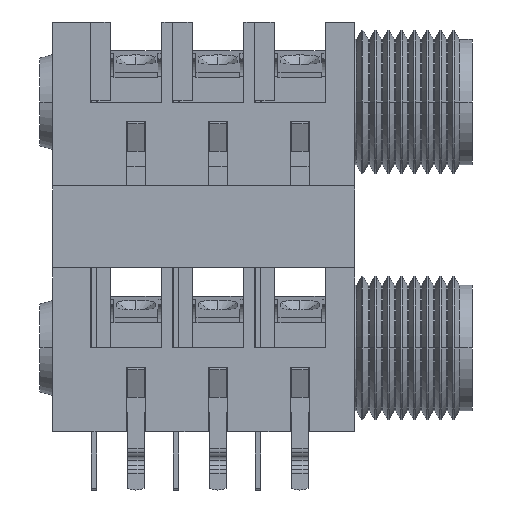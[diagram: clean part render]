
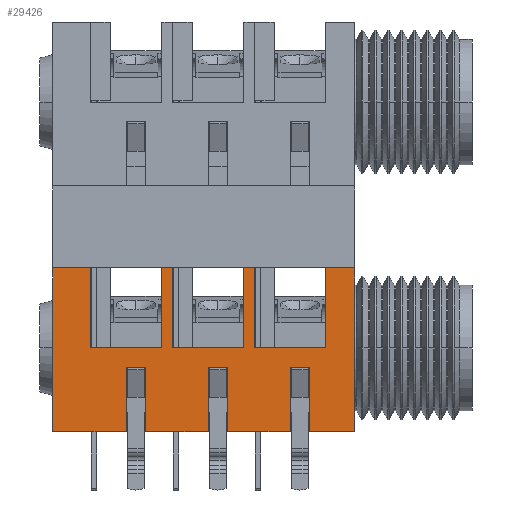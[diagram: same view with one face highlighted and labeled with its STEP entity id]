
A CAD part, left-side view. The second image highlights one B-rep face of the part: STEP entity #29426.
In plain terms, the highlighted planar face has unit normal (-1, 0, 0).
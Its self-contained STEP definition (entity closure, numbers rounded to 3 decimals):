
#24287=CARTESIAN_POINT('',(-7.998,0.,12.705));
#24288=VERTEX_POINT('',#24287);
#24295=CARTESIAN_POINT('',(-7.998,0.,0.005));
#24296=VERTEX_POINT('',#24295);
#24297=CARTESIAN_POINT('',(-7.998,0.,0.005));
#24298=DIRECTION('',(0.0,0.0,1.0));
#24299=VECTOR('',#24298,1.0);
#24300=LINE('',#24297,#24299);
#24301=EDGE_CURVE('n� 1381',#24296,#24288,#24300,.T.);
#24492=CARTESIAN_POINT('',(-7.998,8.6,6.505));
#24493=VERTEX_POINT('',#24492);
#24500=CARTESIAN_POINT('',(-7.998,8.6,12.705));
#24501=VERTEX_POINT('',#24500);
#24502=CARTESIAN_POINT('',(-7.998,8.6,12.705));
#24503=DIRECTION('',(0.0,0.0,-1.0));
#24504=VECTOR('',#24503,1.0);
#24505=LINE('',#24502,#24504);
#24506=EDGE_CURVE('n� 1426',#24501,#24493,#24505,.T.);
#24715=CARTESIAN_POINT('',(-7.998,14.95,6.505));
#24716=VERTEX_POINT('',#24715);
#24723=CARTESIAN_POINT('',(-7.998,14.95,12.705));
#24724=VERTEX_POINT('',#24723);
#24725=CARTESIAN_POINT('',(-7.998,14.95,12.705));
#24726=DIRECTION('',(0.0,0.0,-1.0));
#24727=VECTOR('',#24726,1.0);
#24728=LINE('',#24725,#24727);
#24729=EDGE_CURVE('n� 1479',#24724,#24716,#24728,.T.);
#24944=CARTESIAN_POINT('',(-7.998,2.25,6.505));
#24945=VERTEX_POINT('',#24944);
#24952=CARTESIAN_POINT('',(-7.998,2.25,12.705));
#24953=VERTEX_POINT('',#24952);
#24954=CARTESIAN_POINT('',(-7.998,2.25,12.705));
#24955=DIRECTION('',(0.0,0.0,-1.0));
#24956=VECTOR('',#24955,1.0);
#24957=LINE('',#24954,#24956);
#24958=EDGE_CURVE('n� 1533',#24953,#24945,#24957,.T.);
#26786=CARTESIAN_POINT('',(-7.998,14.1,6.505));
#26787=VERTEX_POINT('',#26786);
#26794=CARTESIAN_POINT('',(-7.998,8.6,6.505));
#26795=DIRECTION('',(0.0,1.0,0.0));
#26796=VECTOR('',#26795,1.0);
#26797=LINE('',#26794,#26796);
#26798=EDGE_CURVE('n� 1936',#24493,#26787,#26797,.T.);
#26850=CARTESIAN_POINT('',(-7.998,20.45,6.505));
#26851=VERTEX_POINT('',#26850);
#26858=CARTESIAN_POINT('',(-7.998,14.95,6.505));
#26859=DIRECTION('',(0.0,1.0,0.0));
#26860=VECTOR('',#26859,1.0);
#26861=LINE('',#26858,#26860);
#26862=EDGE_CURVE('n� 1949',#24716,#26851,#26861,.T.);
#26914=CARTESIAN_POINT('',(-7.998,7.75,6.505));
#26915=VERTEX_POINT('',#26914);
#26922=CARTESIAN_POINT('',(-7.998,2.25,6.505));
#26923=DIRECTION('',(0.0,1.0,0.0));
#26924=VECTOR('',#26923,1.0);
#26925=LINE('',#26922,#26924);
#26926=EDGE_CURVE('n� 1962',#24945,#26915,#26925,.T.);
#27199=CARTESIAN_POINT('',(-7.998,3.5,0.005));
#27200=VERTEX_POINT('',#27199);
#27201=CARTESIAN_POINT('',(-7.998,0.,0.005));
#27202=DIRECTION('',(0.0,1.0,0.0));
#27203=VECTOR('',#27202,1.0);
#27204=LINE('',#27201,#27203);
#27205=EDGE_CURVE('n� 2015',#24296,#27200,#27204,.T.);
#27223=CARTESIAN_POINT('',(-7.998,5.,0.005));
#27224=VERTEX_POINT('',#27223);
#27231=CARTESIAN_POINT('',(-7.998,9.85,0.005));
#27232=VERTEX_POINT('',#27231);
#27233=CARTESIAN_POINT('',(-7.998,5.,0.005));
#27234=DIRECTION('',(0.0,1.0,0.0));
#27235=VECTOR('',#27234,1.0);
#27236=LINE('',#27233,#27235);
#27237=EDGE_CURVE('n� 2023',#27224,#27232,#27236,.T.);
#27255=CARTESIAN_POINT('',(-7.998,11.35,0.005));
#27256=VERTEX_POINT('',#27255);
#27263=CARTESIAN_POINT('',(-7.998,16.2,0.005));
#27264=VERTEX_POINT('',#27263);
#27265=CARTESIAN_POINT('',(-7.998,11.35,0.005));
#27266=DIRECTION('',(0.0,1.0,0.0));
#27267=VECTOR('',#27266,1.0);
#27268=LINE('',#27265,#27267);
#27269=EDGE_CURVE('n� 2031',#27256,#27264,#27268,.T.);
#27287=CARTESIAN_POINT('',(-7.998,17.7,0.005));
#27288=VERTEX_POINT('',#27287);
#27295=CARTESIAN_POINT('',(-7.998,23.4,0.005));
#27296=VERTEX_POINT('',#27295);
#27297=CARTESIAN_POINT('',(-7.998,17.7,0.005));
#27298=DIRECTION('',(0.0,1.0,0.0));
#27299=VECTOR('',#27298,1.0);
#27300=LINE('',#27297,#27299);
#27301=EDGE_CURVE('n� 2039',#27288,#27296,#27300,.T.);
#27592=CARTESIAN_POINT('',(-7.998,3.5,5.005));
#27593=VERTEX_POINT('',#27592);
#27600=CARTESIAN_POINT('',(-7.998,5.,5.005));
#27601=VERTEX_POINT('',#27600);
#27602=CARTESIAN_POINT('',(-7.998,5.,5.005));
#27603=DIRECTION('',(-0.0,-1.0,0.0));
#27604=VECTOR('',#27603,1.0);
#27605=LINE('',#27602,#27604);
#27606=EDGE_CURVE('n� 2112',#27601,#27593,#27605,.T.);
#27632=CARTESIAN_POINT('',(-7.998,16.2,5.005));
#27633=VERTEX_POINT('',#27632);
#27640=CARTESIAN_POINT('',(-7.998,17.7,5.005));
#27641=VERTEX_POINT('',#27640);
#27642=CARTESIAN_POINT('',(-7.998,17.7,5.005));
#27643=DIRECTION('',(-0.0,-1.0,0.0));
#27644=VECTOR('',#27643,1.0);
#27645=LINE('',#27642,#27644);
#27646=EDGE_CURVE('n� 2122',#27641,#27633,#27645,.T.);
#27672=CARTESIAN_POINT('',(-7.998,9.85,5.005));
#27673=VERTEX_POINT('',#27672);
#27680=CARTESIAN_POINT('',(-7.998,11.35,5.005));
#27681=VERTEX_POINT('',#27680);
#27682=CARTESIAN_POINT('',(-7.998,11.35,5.005));
#27683=DIRECTION('',(-0.0,-1.0,0.0));
#27684=VECTOR('',#27683,1.0);
#27685=LINE('',#27682,#27684);
#27686=EDGE_CURVE('n� 2132',#27681,#27673,#27685,.T.);
#27782=CARTESIAN_POINT('',(-7.998,3.5,5.005));
#27783=DIRECTION('',(0.0,0.0,-1.0));
#27784=VECTOR('',#27783,1.0);
#27785=LINE('',#27782,#27784);
#27786=EDGE_CURVE('n� 2151',#27593,#27200,#27785,.T.);
#27864=CARTESIAN_POINT('',(-7.998,16.2,5.005));
#27865=DIRECTION('',(0.0,0.0,-1.0));
#27866=VECTOR('',#27865,1.0);
#27867=LINE('',#27864,#27866);
#27868=EDGE_CURVE('n� 2166',#27633,#27264,#27867,.T.);
#27946=CARTESIAN_POINT('',(-7.998,9.85,5.005));
#27947=DIRECTION('',(0.0,0.0,-1.0));
#27948=VECTOR('',#27947,1.0);
#27949=LINE('',#27946,#27948);
#27950=EDGE_CURVE('n� 2181',#27673,#27232,#27949,.T.);
#28071=CARTESIAN_POINT('',(-7.998,23.4,12.705));
#28072=VERTEX_POINT('',#28071);
#28088=CARTESIAN_POINT('',(-7.998,23.4,0.005));
#28089=DIRECTION('',(0.0,0.0,1.0));
#28090=VECTOR('',#28089,1.0);
#28091=LINE('',#28088,#28090);
#28092=EDGE_CURVE('n� 2207',#27296,#28072,#28091,.T.);
#28165=CARTESIAN_POINT('',(-7.998,11.35,0.005));
#28166=DIRECTION('',(0.0,0.0,1.0));
#28167=VECTOR('',#28166,1.0);
#28168=LINE('',#28165,#28167);
#28169=EDGE_CURVE('n� 2221',#27256,#27681,#28168,.T.);
#28215=CARTESIAN_POINT('',(-7.998,17.7,0.005));
#28216=DIRECTION('',(0.0,0.0,1.0));
#28217=VECTOR('',#28216,1.0);
#28218=LINE('',#28215,#28217);
#28219=EDGE_CURVE('n� 2230',#27288,#27641,#28218,.T.);
#28265=CARTESIAN_POINT('',(-7.998,5.,0.005));
#28266=DIRECTION('',(0.0,0.0,1.0));
#28267=VECTOR('',#28266,1.0);
#28268=LINE('',#28265,#28267);
#28269=EDGE_CURVE('n� 2239',#27224,#27601,#28268,.T.);
#29085=CARTESIAN_POINT('',(-7.998,14.1,12.705));
#29086=VERTEX_POINT('',#29085);
#29093=CARTESIAN_POINT('',(-7.998,14.1,6.505));
#29094=DIRECTION('',(0.0,0.0,1.0));
#29095=VECTOR('',#29094,1.0);
#29096=LINE('',#29093,#29095);
#29097=EDGE_CURVE('n� 2392',#26787,#29086,#29096,.T.);
#29130=CARTESIAN_POINT('',(-7.998,20.45,12.705));
#29131=VERTEX_POINT('',#29130);
#29138=CARTESIAN_POINT('',(-7.998,20.45,6.505));
#29139=DIRECTION('',(0.0,0.0,1.0));
#29140=VECTOR('',#29139,1.0);
#29141=LINE('',#29138,#29140);
#29142=EDGE_CURVE('n� 2400',#26851,#29131,#29141,.T.);
#29203=CARTESIAN_POINT('',(-7.998,7.75,12.705));
#29204=VERTEX_POINT('',#29203);
#29211=CARTESIAN_POINT('',(-7.998,7.75,6.505));
#29212=DIRECTION('',(0.0,0.0,1.0));
#29213=VECTOR('',#29212,1.0);
#29214=LINE('',#29211,#29213);
#29215=EDGE_CURVE('n� 2413',#26915,#29204,#29214,.T.);
#29304=CARTESIAN_POINT('',(-7.998,0.,12.705));
#29305=DIRECTION('',(0.0,1.0,0.0));
#29306=VECTOR('',#29305,1.0);
#29307=LINE('',#29304,#29306);
#29308=EDGE_CURVE('n� 2425',#24288,#24953,#29307,.T.);
#29329=CARTESIAN_POINT('',(-7.998,7.75,12.705));
#29330=DIRECTION('',(0.0,1.0,0.0));
#29331=VECTOR('',#29330,1.0);
#29332=LINE('',#29329,#29331);
#29333=EDGE_CURVE('n� 2430',#29204,#24501,#29332,.T.);
#29352=CARTESIAN_POINT('',(-7.998,20.45,12.705));
#29353=DIRECTION('',(0.0,1.0,0.0));
#29354=VECTOR('',#29353,1.0);
#29355=LINE('',#29352,#29354);
#29356=EDGE_CURVE('n� 2433',#29131,#28072,#29355,.T.);
#29386=ORIENTED_EDGE('',*,*,#27786,.T.);
#29387=ORIENTED_EDGE('',*,*,#27205,.F.);
#29388=ORIENTED_EDGE('',*,*,#24301,.T.);
#29389=ORIENTED_EDGE('',*,*,#29308,.T.);
#29390=ORIENTED_EDGE('',*,*,#24958,.T.);
#29391=ORIENTED_EDGE('',*,*,#26926,.T.);
#29392=ORIENTED_EDGE('',*,*,#29215,.T.);
#29393=ORIENTED_EDGE('',*,*,#29333,.T.);
#29394=ORIENTED_EDGE('',*,*,#24506,.T.);
#29395=ORIENTED_EDGE('',*,*,#26798,.T.);
#29396=ORIENTED_EDGE('',*,*,#29097,.T.);
#29397=CARTESIAN_POINT('',(-7.998,14.1,12.705));
#29398=DIRECTION('',(0.0,1.0,0.0));
#29399=VECTOR('',#29398,1.0);
#29400=LINE('',#29397,#29399);
#29401=EDGE_CURVE('n� 2439',#29086,#24724,#29400,.T.);
#29402=ORIENTED_EDGE('',*,*,#29401,.T.);
#29403=ORIENTED_EDGE('',*,*,#24729,.T.);
#29404=ORIENTED_EDGE('',*,*,#26862,.T.);
#29405=ORIENTED_EDGE('',*,*,#29142,.T.);
#29406=ORIENTED_EDGE('',*,*,#29356,.T.);
#29407=ORIENTED_EDGE('',*,*,#28092,.F.);
#29408=ORIENTED_EDGE('',*,*,#27301,.F.);
#29409=ORIENTED_EDGE('',*,*,#28219,.T.);
#29410=ORIENTED_EDGE('',*,*,#27646,.T.);
#29411=ORIENTED_EDGE('',*,*,#27868,.T.);
#29412=ORIENTED_EDGE('',*,*,#27269,.F.);
#29413=ORIENTED_EDGE('',*,*,#28169,.T.);
#29414=ORIENTED_EDGE('',*,*,#27686,.T.);
#29415=ORIENTED_EDGE('',*,*,#27950,.T.);
#29416=ORIENTED_EDGE('',*,*,#27237,.F.);
#29417=ORIENTED_EDGE('',*,*,#28269,.T.);
#29418=ORIENTED_EDGE('',*,*,#27606,.T.);
#29419=EDGE_LOOP('',(
    #29386,#29387,#29388,#29389,#29390,#29391,#29392,#29393,#29394,#29395,
    #29396,#29402,#29403,#29404,#29405,#29406,#29407,#29408,#29409,#29410,
    #29411,#29412,#29413,#29414,#29415,#29416,#29417,#29418));
#29420=FACE_OUTER_BOUND('',#29419,.T.);
#29421=CARTESIAN_POINT('',(-7.998,0.,0.005));
#29422=DIRECTION('',(-1.0,0.0,0.0));
#29423=DIRECTION('',(0.0,-0.0,-1.0));
#29424=AXIS2_PLACEMENT_3D('',#29421,#29422,#29423);
#29425=PLANE('',#29424);
#29426=ADVANCED_FACE('n� 2437',(#29420),#29425,.T.);
